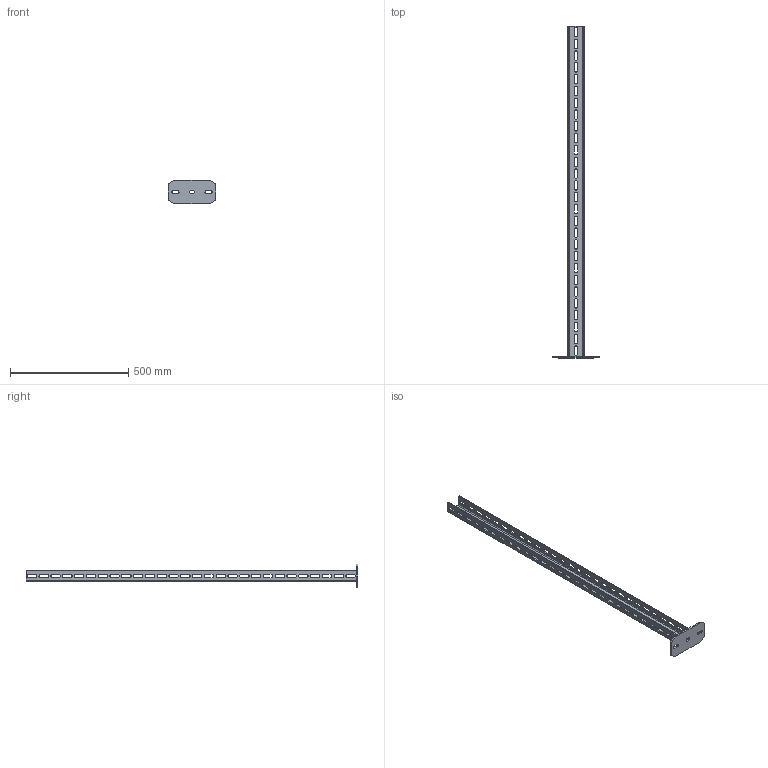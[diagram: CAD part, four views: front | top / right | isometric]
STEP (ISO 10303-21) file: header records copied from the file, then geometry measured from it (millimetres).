
FILE_DESCRIPTION((''),'2;1');
FILE_NAME('6339220','2012-07-23T',('AndreasKeweloh'),(''),'PRO/ENGINEER BY PARAMETRIC TECHNOLOGY CORPORATION, 2012130','PRO/ENGINEER BY PARAMETRIC TECHNOLOGY CORPORATION, 2012130','');
FILE_SCHEMA(('CONFIG_CONTROL_DESIGN'));
Length unit declared in the file: millimetre
Products named in the file (1): 6339220
Bounding box: 200 x 1406.5 x 100 mm (x, y, z)
Volume: 823211.3 mm3; surface area: 437137.9 mm2
Topology: 1 solids, 1 shells, 371 faces, 1104 edges, 736 vertices
Faces by surface type: plane 193, cylinder 178
Entity records: 12920 total; most frequent: CARTESIAN_POINT 2211, ORIENTED_EDGE 2208, DIRECTION 2202, EDGE_CURVE 1104, VECTOR 748, LINE 748, VERTEX_POINT 736, AXIS2_PLACEMENT_3D 727
